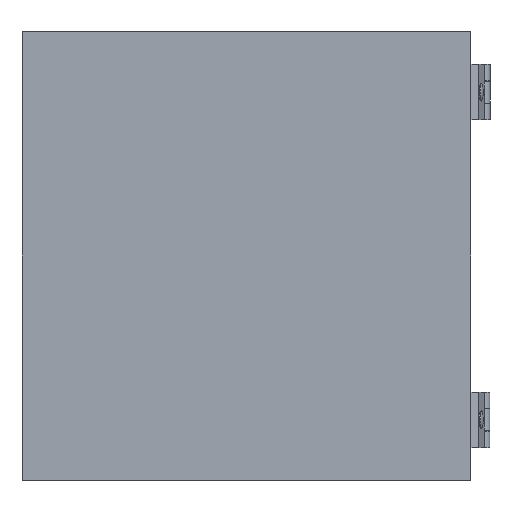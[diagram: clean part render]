
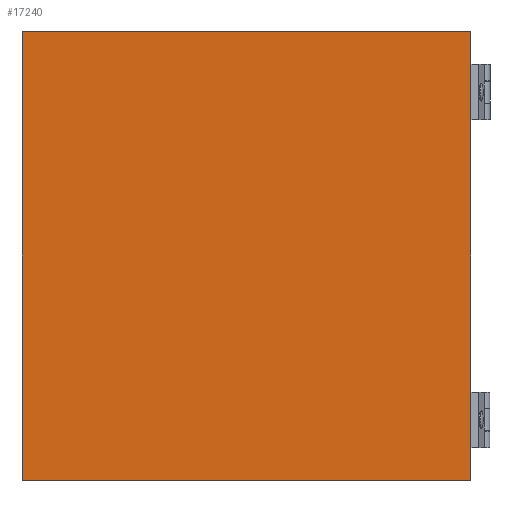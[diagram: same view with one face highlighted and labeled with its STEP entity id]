
A CAD part, front view. The second image highlights one B-rep face of the part: STEP entity #17240.
In plain terms, the highlighted planar face has unit normal (0, -1, 0).
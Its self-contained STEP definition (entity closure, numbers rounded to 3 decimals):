
#924 = ORIENTED_EDGE ( 'NONE', *, *, #8592, .F. ) ;
#3090 = CARTESIAN_POINT ( 'NONE',  ( 0., 0., 0. ) ) ;
#3172 = VECTOR ( 'NONE', #20909, 1000. ) ;
#4082 = CARTESIAN_POINT ( 'NONE',  ( 200., 0., 0. ) ) ;
#4166 = VECTOR ( 'NONE', #4491, 1000. ) ;
#4387 = VECTOR ( 'NONE', #5630, 1000. ) ;
#4491 = DIRECTION ( 'NONE',  ( 0., 0., -1. ) ) ;
#4837 = CARTESIAN_POINT ( 'NONE',  ( 200., 0., 200. ) ) ;
#5092 = PLANE ( 'NONE',  #9499 ) ;
#5215 = FACE_OUTER_BOUND ( 'NONE', #7317, .T. ) ;
#5630 = DIRECTION ( 'NONE',  ( 0., 0., 1. ) ) ;
#6373 = LINE ( 'NONE', #4837, #4166 ) ;
#6533 = VERTEX_POINT ( 'NONE', #14411 ) ;
#7317 = EDGE_LOOP ( 'NONE', ( #23273, #924, #16892, #7512 ) ) ;
#7512 = ORIENTED_EDGE ( 'NONE', *, *, #12768, .F. ) ;
#8592 = EDGE_CURVE ( 'NONE', #6533, #11021, #6373, .T. ) ;
#9482 = EDGE_CURVE ( 'NONE', #11021, #20352, #10513, .T. ) ;
#9499 = AXIS2_PLACEMENT_3D ( 'NONE', #23423, #19609, #12452 ) ;
#9922 = VERTEX_POINT ( 'NONE', #21988 ) ;
#10513 = LINE ( 'NONE', #16005, #19888 ) ;
#10956 = LINE ( 'NONE', #11318, #4387 ) ;
#11021 = VERTEX_POINT ( 'NONE', #4082 ) ;
#11318 = CARTESIAN_POINT ( 'NONE',  ( 0., 0., 0. ) ) ;
#12452 = DIRECTION ( 'NONE',  ( 0., 0., -1. ) ) ;
#12768 = EDGE_CURVE ( 'NONE', #20352, #9922, #10956, .T. ) ;
#13645 = CARTESIAN_POINT ( 'NONE',  ( 0., 0., 200. ) ) ;
#14411 = CARTESIAN_POINT ( 'NONE',  ( 200., 0., 200. ) ) ;
#16005 = CARTESIAN_POINT ( 'NONE',  ( 200., 0., 0. ) ) ;
#16892 = ORIENTED_EDGE ( 'NONE', *, *, #18690, .F. ) ;
#17240 = ADVANCED_FACE ( 'NONE', ( #5215 ), #5092, .T. ) ;
#18008 = DIRECTION ( 'NONE',  ( -1., 0., 0. ) ) ;
#18690 = EDGE_CURVE ( 'NONE', #9922, #6533, #22578, .T. ) ;
#19609 = DIRECTION ( 'NONE',  ( 0., -1., 0. ) ) ;
#19888 = VECTOR ( 'NONE', #18008, 1000. ) ;
#20352 = VERTEX_POINT ( 'NONE', #3090 ) ;
#20909 = DIRECTION ( 'NONE',  ( 1., 0., 0. ) ) ;
#21988 = CARTESIAN_POINT ( 'NONE',  ( 0., 0., 200. ) ) ;
#22578 = LINE ( 'NONE', #13645, #3172 ) ;
#23273 = ORIENTED_EDGE ( 'NONE', *, *, #9482, .F. ) ;
#23423 = CARTESIAN_POINT ( 'NONE',  ( 0., 0., 0. ) ) ;
